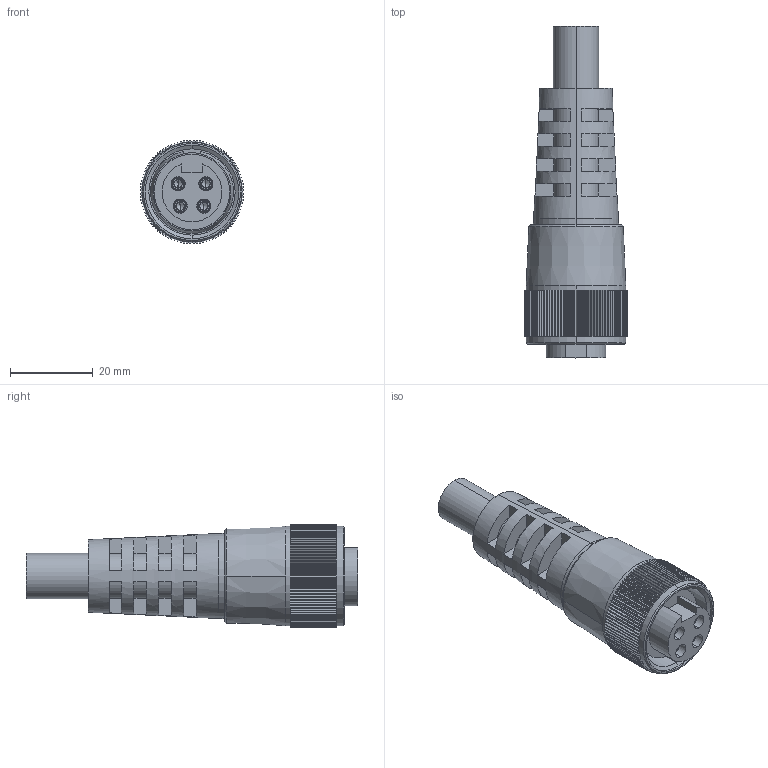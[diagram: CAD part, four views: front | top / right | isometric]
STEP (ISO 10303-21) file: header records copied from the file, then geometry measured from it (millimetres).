
FILE_DESCRIPTION((''),'2;1');
FILE_NAME('MK4-_M-20_ASM','2019-04-25T',('Administrator'),(''),'PRO/ENGINEER BY PARAMETRIC TECHNOLOGY CORPORATION, 2012480','PRO/ENGINEER BY PARAMETRIC TECHNOLOGY CORPORATION, 2012480','');
FILE_SCHEMA(('CONFIG_CONTROL_DESIGN'));
Length unit declared in the file: millimetre
Products named in the file (1): MK4-_M-20_ASM
Bounding box: 24.99 x 80 x 24.99 mm (x, y, z)
Volume: 20724.7 mm3; surface area: 12621.7 mm2
Topology: 1 solids, 9 shells, 598 faces, 1604 edges, 1056 vertices
Faces by surface type: plane 345, cylinder 216, cone 35, torus 2
Entity records: 18825 total; most frequent: CARTESIAN_POINT 3359, DIRECTION 3298, ORIENTED_EDGE 3192, EDGE_CURVE 1596, AXIS2_PLACEMENT_3D 1140, VERTEX_POINT 1056, VECTOR 1018, LINE 1018
